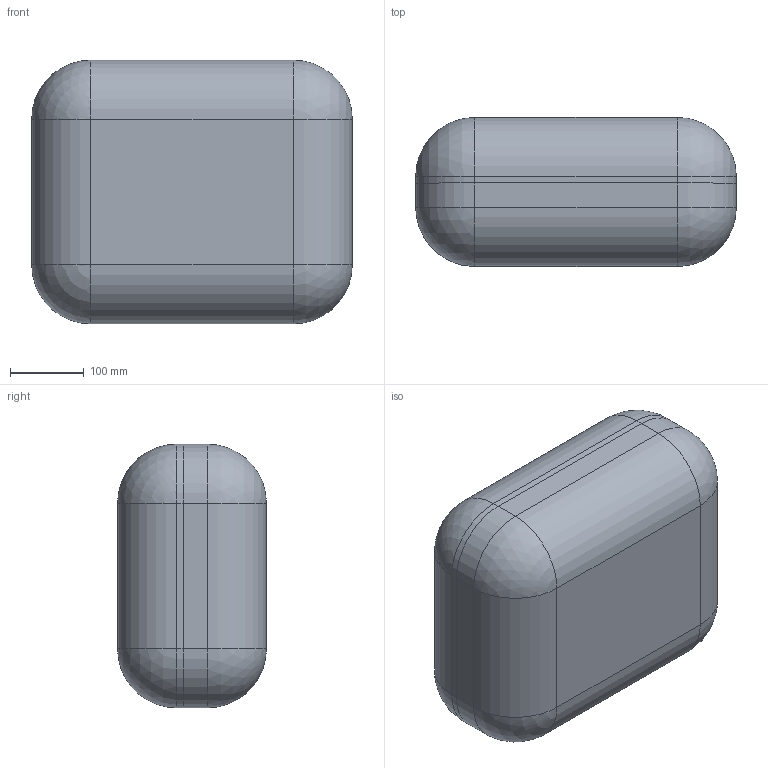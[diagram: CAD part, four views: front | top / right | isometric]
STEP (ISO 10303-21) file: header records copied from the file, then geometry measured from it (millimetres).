
FILE_DESCRIPTION (( 'STEP AP214' ), '1' );
FILE_NAME ('Ñáîðêà_Ê-809(óïð).STEP', '2022-10-24T07:29:52', ( '' ), ( '' ), 'SwSTEP 2.0', 'SolidWorks 2021', '' );
FILE_SCHEMA (( 'AUTOMOTIVE_DESIGN' ));
Products named in the file (3): Ñáîðêà_Ê-809(óïð); Êðûøêà Ê-809-1; Êîðïóñ Ê-809-1
Assembly tree (2 placements, depth 2):
  Ñáîðêà_Ê-809(óïð)
    Êîðïóñ Ê-809-1
    Êðûøêà Ê-809-1
Bounding box: 435.33 x 202 x 358.03 mm (x, y, z)
Volume: 19013692.9 mm3; surface area: 931175.2 mm2
Topology: 2 solids, 2 shells, 2130 faces, 5455 edges, 3355 vertices
Faces by surface type: bspline 886, plane 531, cylinder 501, torus 100, cone 88, sphere 24
Entity records: 113257 total; most frequent: CARTESIAN_POINT 69551, ORIENTED_EDGE 10794, DIRECTION 6697, EDGE_CURVE 5397, VERTEX_POINT 3355, AXIS2_PLACEMENT_3D 2383, EDGE_LOOP 2230, FACE_OUTER_BOUND 2130
